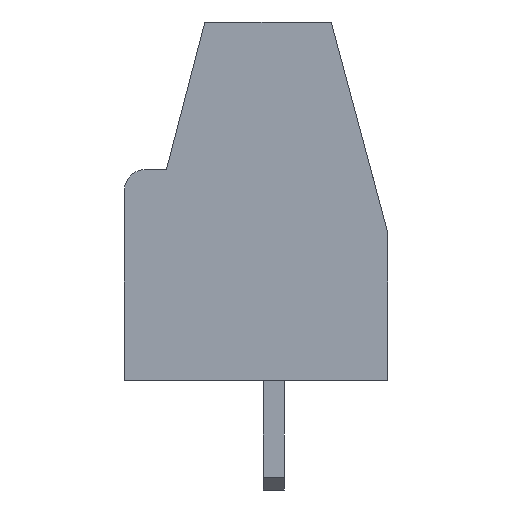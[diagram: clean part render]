
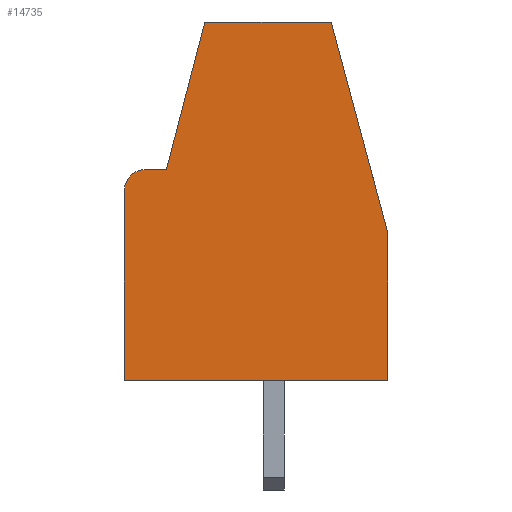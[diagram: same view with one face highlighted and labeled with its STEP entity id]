
A CAD part, left-side view. The second image highlights one B-rep face of the part: STEP entity #14735.
In plain terms, the highlighted planar face has unit normal (-1, 0, 0).
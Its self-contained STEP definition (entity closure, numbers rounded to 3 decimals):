
#479=CIRCLE('',#15549,0.5);
#828=FACE_OUTER_BOUND('',#1644,.T.);
#1644=EDGE_LOOP('',(#10705,#10706,#10707,#10708,#10709,#10710,#10711,#10712));
#2698=LINE('',#21085,#4439);
#2722=LINE('',#21132,#4463);
#2723=LINE('',#21135,#4464);
#2725=LINE('',#21139,#4466);
#2738=LINE('',#21165,#4479);
#2758=LINE('',#21202,#4499);
#2766=LINE('',#21215,#4507);
#4439=VECTOR('',#17259,1000.);
#4463=VECTOR('',#17285,1000.);
#4464=VECTOR('',#17288,1000.);
#4466=VECTOR('',#17292,1000.);
#4479=VECTOR('',#17307,1000.);
#4499=VECTOR('',#17329,1000.);
#4507=VECTOR('',#17339,1000.);
#6156=VERTEX_POINT('',#21082);
#6157=VERTEX_POINT('',#21084);
#6178=VERTEX_POINT('',#21128);
#6179=VERTEX_POINT('',#21130);
#6180=VERTEX_POINT('',#21134);
#6181=VERTEX_POINT('',#21138);
#6193=VERTEX_POINT('',#21164);
#6209=VERTEX_POINT('',#21201);
#7681=EDGE_CURVE('',#6157,#6156,#2698,.T.);
#7705=EDGE_CURVE('',#6178,#6179,#2722,.T.);
#7706=EDGE_CURVE('',#6180,#6178,#2723,.T.);
#7708=EDGE_CURVE('',#6181,#6180,#2725,.T.);
#7721=EDGE_CURVE('',#6193,#6181,#2738,.T.);
#7741=EDGE_CURVE('',#6209,#6193,#2758,.T.);
#7749=EDGE_CURVE('',#6156,#6209,#2766,.T.);
#7770=EDGE_CURVE('',#6179,#6157,#479,.T.);
#10705=ORIENTED_EDGE('',*,*,#7706,.T.);
#10706=ORIENTED_EDGE('',*,*,#7705,.T.);
#10707=ORIENTED_EDGE('',*,*,#7770,.T.);
#10708=ORIENTED_EDGE('',*,*,#7681,.T.);
#10709=ORIENTED_EDGE('',*,*,#7749,.T.);
#10710=ORIENTED_EDGE('',*,*,#7741,.T.);
#10711=ORIENTED_EDGE('',*,*,#7721,.T.);
#10712=ORIENTED_EDGE('',*,*,#7708,.T.);
#13310=PLANE('',#15627);
#14735=ADVANCED_FACE('',(#828),#13310,.T.);
#15549=AXIS2_PLACEMENT_3D('',#21257,#17362,#17363);
#15627=AXIS2_PLACEMENT_3D('',#21576,#17673,#17674);
#17259=DIRECTION('',(0.,0.,-1.));
#17285=DIRECTION('',(0.,1.,0.));
#17288=DIRECTION('',(0.,0.252,-0.968));
#17292=DIRECTION('',(0.,1.,0.));
#17307=DIRECTION('',(0.,0.259,0.966));
#17329=DIRECTION('',(0.,0.,1.));
#17339=DIRECTION('',(0.,-1.,0.));
#17362=DIRECTION('center_axis',(-1.,0.,0.));
#17363=DIRECTION('ref_axis',(0.,0.,1.));
#17673=DIRECTION('center_axis',(-1.,0.,0.));
#17674=DIRECTION('ref_axis',(0.,0.,1.));
#21082=CARTESIAN_POINT('',(-4.05,3.125,0.));
#21084=CARTESIAN_POINT('',(-4.05,3.125,4.5));
#21085=CARTESIAN_POINT('',(-4.05,3.125,4.5));
#21128=CARTESIAN_POINT('',(-4.05,2.125,5.));
#21130=CARTESIAN_POINT('',(-4.05,2.625,5.));
#21132=CARTESIAN_POINT('',(-4.05,2.125,5.));
#21134=CARTESIAN_POINT('',(-4.05,1.215,8.5));
#21135=CARTESIAN_POINT('',(-4.05,1.215,8.5));
#21138=CARTESIAN_POINT('',(-4.05,-1.785,8.5));
#21139=CARTESIAN_POINT('',(-4.05,-1.785,8.5));
#21164=CARTESIAN_POINT('',(-4.05,-3.125,3.5));
#21165=CARTESIAN_POINT('',(-4.05,-3.125,3.5));
#21201=CARTESIAN_POINT('',(-4.05,-3.125,0.));
#21202=CARTESIAN_POINT('',(-4.05,-3.125,0.));
#21215=CARTESIAN_POINT('',(-4.05,3.125,0.));
#21257=CARTESIAN_POINT('Origin',(-4.05,2.625,4.5));
#21576=CARTESIAN_POINT('Origin',(-4.05,2.625,4.5));
